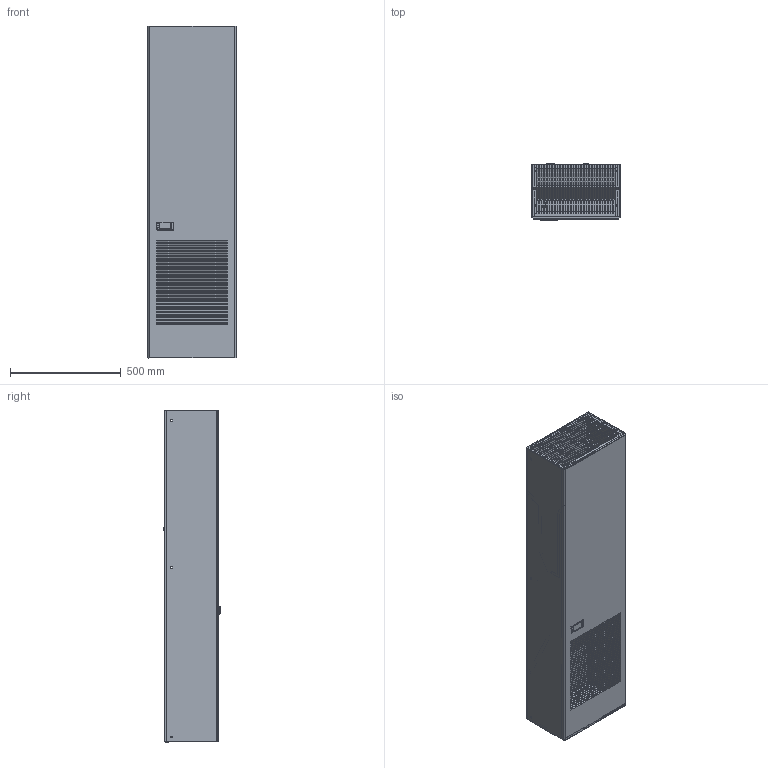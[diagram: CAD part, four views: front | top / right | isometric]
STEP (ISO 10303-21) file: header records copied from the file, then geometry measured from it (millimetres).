
FILE_DESCRIPTION(/* description */ (''),/* implementation_level */ '2;1');
FILE_NAME(/* name */ 'AVC300~1',/* time_stamp */ '2023-08-04T16:04:06+02:00',/* author */ (''),/* organization */ (''),/* preprocessor_version */ 'ST-DEVELOPER v16.5',/* originating_system */ '',/* authorisation */ '');
FILE_SCHEMA (('AUTOMOTIVE_DESIGN'));
Products named in the file (1): Document
Bounding box: 399 x 255.26 x 1499 mm (x, y, z)
Volume: 3031091.2 mm3; surface area: 7044162.7 mm2
Topology: 16 solids, 2449 shells, 6395 faces, 19456 edges, 15320 vertices
Faces by surface type: plane 5129, bspline 1266
Entity records: 266300 total; most frequent: CARTESIAN_POINT 120024, ORIENTED_EDGE 30477, EDGE_CURVE 19316, B_SPLINE_CURVE_WITH_KNOTS 16271, VERTEX_POINT 15359, EDGE_LOOP 7966, ADVANCED_FACE 6395, FACE_OUTER_BOUND 6395
